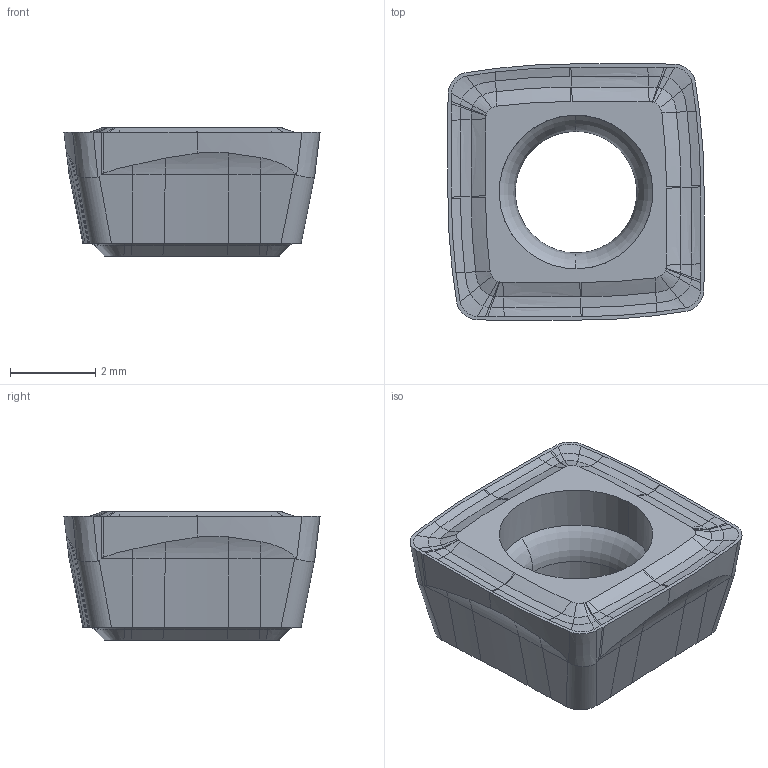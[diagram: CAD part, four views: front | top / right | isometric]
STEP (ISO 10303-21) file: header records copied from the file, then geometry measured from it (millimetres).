
FILE_DESCRIPTION((''),'2;1');
FILE_NAME('SOMX062905-UH','2023-06-21T14:46:14',('tlyae014'),('PTC Japan'),'CREO PARAMETRIC BY PTC INC, 2021424','CREO PARAMETRIC BY PTC INC, 2021424','');
FILE_SCHEMA(('AUTOMOTIVE_DESIGN { 1 0 10303 214 1 1 1 1 }'));
Length unit declared in the file: millimetre
Products named in the file (1): SOMX062905-UH
Bounding box: 6 x 6 x 3 mm (x, y, z)
Volume: 60.1 mm3; surface area: 131.2 mm2
Topology: 1 solids, 1 shells, 218 faces, 572 edges, 358 vertices
Faces by surface type: bspline 80, plane 40, cylinder 32, cone 32, torus 30, extrusion 4
Entity records: 10472 total; most frequent: CARTESIAN_POINT 3971, ORIENTED_EDGE 1104, DIRECTION 742, PRESENTATION_STYLE_ASSIGNMENT 575, STYLED_ITEM 575, CURVE_STYLE 574, EDGE_CURVE 552, VERTEX_POINT 338
